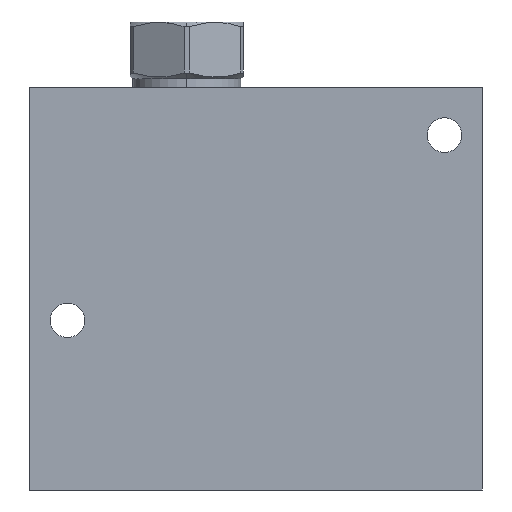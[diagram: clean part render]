
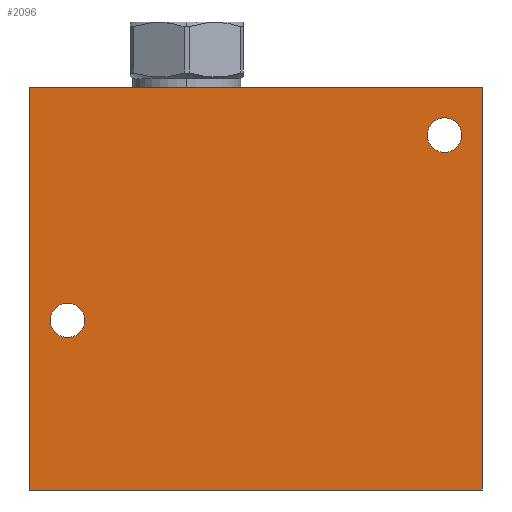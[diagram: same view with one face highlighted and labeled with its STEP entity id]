
A CAD part, front view. The second image highlights one B-rep face of the part: STEP entity #2096.
In plain terms, the highlighted planar face has unit normal (0, -1, 0).
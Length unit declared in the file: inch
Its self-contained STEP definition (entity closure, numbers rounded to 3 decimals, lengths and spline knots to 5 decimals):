
#5=DIRECTION('',(1.,0.,0.));
#6=VECTOR('',#5,4.5);
#7=CARTESIAN_POINT('',(0.,-2.,0.));
#8=LINE('',#7,#6);
#65=DIRECTION('',(0.,0.,1.));
#66=VECTOR('',#65,4.);
#67=CARTESIAN_POINT('',(4.5,-2.,0.));
#68=LINE('',#67,#66);
#99=DIRECTION('',(0.,0.,1.));
#100=VECTOR('',#99,4.);
#101=CARTESIAN_POINT('',(0.,-2.,0.));
#102=LINE('',#101,#100);
#103=CARTESIAN_POINT('',(0.375,-2.,1.688));
#104=DIRECTION('',(0.,-1.,0.));
#105=DIRECTION('',(-1.,0.,0.));
#106=AXIS2_PLACEMENT_3D('',#103,#104,#105);
#108=CARTESIAN_POINT('',(0.375,-2.,1.688));
#109=DIRECTION('',(0.,-1.,0.));
#110=DIRECTION('',(1.,0.,0.));
#111=AXIS2_PLACEMENT_3D('',#108,#109,#110);
#113=CARTESIAN_POINT('',(4.125,-2.,3.531));
#114=DIRECTION('',(0.,-1.,0.));
#115=DIRECTION('',(-1.,0.,0.));
#116=AXIS2_PLACEMENT_3D('',#113,#114,#115);
#118=CARTESIAN_POINT('',(4.125,-2.,3.531));
#119=DIRECTION('',(0.,-1.,0.));
#120=DIRECTION('',(1.,0.,0.));
#121=AXIS2_PLACEMENT_3D('',#118,#119,#120);
#135=DIRECTION('',(1.,0.,0.));
#136=VECTOR('',#135,4.5);
#137=CARTESIAN_POINT('',(0.,-2.,4.));
#138=LINE('',#137,#136);
#1670=CARTESIAN_POINT('',(0.,-2.,0.));
#1672=VERTEX_POINT('',#1670);
#1673=CARTESIAN_POINT('',(4.5,-2.,0.));
#1674=VERTEX_POINT('',#1673);
#1678=CARTESIAN_POINT('',(0.,-2.,4.));
#1680=VERTEX_POINT('',#1678);
#1681=CARTESIAN_POINT('',(4.5,-2.,4.));
#1682=VERTEX_POINT('',#1681);
#1757=CARTESIAN_POINT('',(0.203,-2.,1.688));
#1758=CARTESIAN_POINT('',(0.547,-2.,1.688));
#1759=VERTEX_POINT('',#1757);
#1760=VERTEX_POINT('',#1758);
#1765=CARTESIAN_POINT('',(3.953,-2.,3.531));
#1766=CARTESIAN_POINT('',(4.297,-2.,3.531));
#1767=VERTEX_POINT('',#1765);
#1768=VERTEX_POINT('',#1766);
#2072=CARTESIAN_POINT('',(0.,-2.,0.));
#2073=DIRECTION('',(0.,-1.,0.));
#2074=DIRECTION('',(1.,0.,0.));
#2075=AXIS2_PLACEMENT_3D('',#2072,#2073,#2074);
#2076=PLANE('',#2075);
#2077=ORIENTED_EDGE('',*,*,#1978,.F.);
#2078=ORIENTED_EDGE('',*,*,#1997,.T.);
#2080=ORIENTED_EDGE('',*,*,#2079,.T.);
#2081=ORIENTED_EDGE('',*,*,#2046,.F.);
#2082=EDGE_LOOP('',(#2077,#2078,#2080,#2081));
#2083=FACE_OUTER_BOUND('',#2082,.F.);
#2085=ORIENTED_EDGE('',*,*,#2084,.T.);
#2087=ORIENTED_EDGE('',*,*,#2086,.T.);
#2088=EDGE_LOOP('',(#2085,#2087));
#2089=FACE_BOUND('',#2088,.F.);
#2091=ORIENTED_EDGE('',*,*,#2090,.T.);
#2093=ORIENTED_EDGE('',*,*,#2092,.T.);
#2094=EDGE_LOOP('',(#2091,#2093));
#2095=FACE_BOUND('',#2094,.F.);
#2096=ADVANCED_FACE('',(#2083,#2089,#2095),#2076,.T.);
#107=CIRCLE('',#106,0.172);
#112=CIRCLE('',#111,0.172);
#117=CIRCLE('',#116,0.172);
#122=CIRCLE('',#121,0.172);
#1978=EDGE_CURVE('',#1672,#1674,#8,.T.);
#1997=EDGE_CURVE('',#1672,#1680,#102,.T.);
#2046=EDGE_CURVE('',#1674,#1682,#68,.T.);
#2079=EDGE_CURVE('',#1680,#1682,#138,.T.);
#2084=EDGE_CURVE('',#1759,#1760,#107,.T.);
#2086=EDGE_CURVE('',#1760,#1759,#112,.T.);
#2090=EDGE_CURVE('',#1767,#1768,#117,.T.);
#2092=EDGE_CURVE('',#1768,#1767,#122,.T.);
